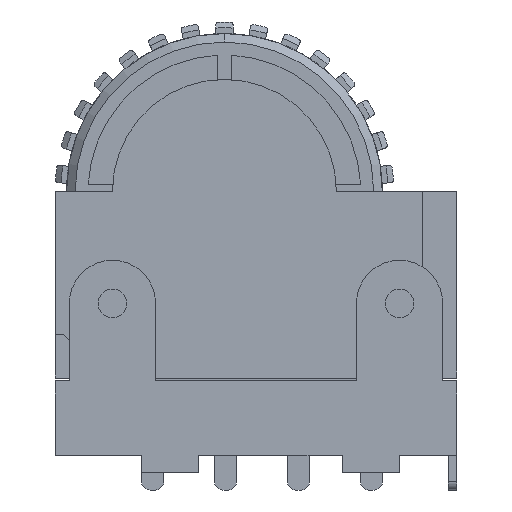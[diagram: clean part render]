
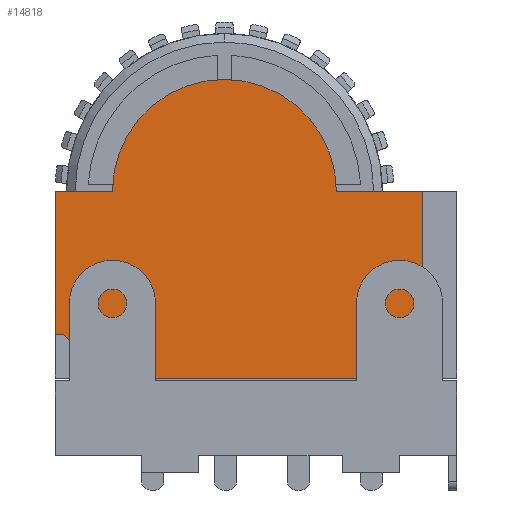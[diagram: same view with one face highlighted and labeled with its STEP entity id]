
A CAD part, left-side view. The second image highlights one B-rep face of the part: STEP entity #14818.
In plain terms, the highlighted planar face has unit normal (-1, 0, 0).
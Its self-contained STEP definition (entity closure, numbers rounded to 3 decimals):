
#134 = CIRCLE ( 'NONE', #10624, 3.9 ) ;
#446 = CARTESIAN_POINT ( 'NONE',  ( -7.35, 5.32, 1.4 ) ) ;
#616 = VECTOR ( 'NONE', #10693, 1000. ) ;
#742 = ORIENTED_EDGE ( 'NONE', *, *, #2952, .T. ) ;
#1026 = EDGE_LOOP ( 'NONE', ( #11982, #9168, #11036, #15003, #742, #6767, #4551, #4481, #5278 ) ) ;
#1386 = CARTESIAN_POINT ( 'NONE',  ( -7.35, -2.8, 7.6 ) ) ;
#1581 = VECTOR ( 'NONE', #3270, 1000. ) ;
#1605 = VERTEX_POINT ( 'NONE', #4124 ) ;
#1712 = CARTESIAN_POINT ( 'NONE',  ( -7.35, 7., 7.6 ) ) ;
#1842 = DIRECTION ( 'NONE',  ( 0., -1., 0. ) ) ;
#1874 = DIRECTION ( 'NONE',  ( 0., -1., 0. ) ) ;
#2236 = VERTEX_POINT ( 'NONE', #12680 ) ;
#2711 = EDGE_CURVE ( 'NONE', #1605, #7333, #8109, .T. ) ;
#2952 = EDGE_CURVE ( 'NONE', #8241, #10452, #134, .T. ) ;
#2959 = EDGE_CURVE ( 'NONE', #2236, #8204, #8878, .T. ) ;
#3270 = DIRECTION ( 'NONE',  ( 0., 0., -1. ) ) ;
#3381 = CARTESIAN_POINT ( 'NONE',  ( -7.35, 7., 7.6 ) ) ;
#3653 = VECTOR ( 'NONE', #12855, 1000. ) ;
#3833 = LINE ( 'NONE', #7446, #7338 ) ;
#3885 = AXIS2_PLACEMENT_3D ( 'NONE', #7646, #7788, #6623 ) ;
#4124 = CARTESIAN_POINT ( 'NONE',  ( -7.35, -5.8, 7.6 ) ) ;
#4215 = CARTESIAN_POINT ( 'NONE',  ( -7.35, 7., 7.6 ) ) ;
#4481 = ORIENTED_EDGE ( 'NONE', *, *, #5686, .T. ) ;
#4551 = ORIENTED_EDGE ( 'NONE', *, *, #5265, .T. ) ;
#4945 = VERTEX_POINT ( 'NONE', #8190 ) ;
#5145 = VECTOR ( 'NONE', #1874, 1000. ) ;
#5222 = CARTESIAN_POINT ( 'NONE',  ( -7.35, 1.1, 7.6 ) ) ;
#5234 = LINE ( 'NONE', #1712, #6812 ) ;
#5265 = EDGE_CURVE ( 'NONE', #14238, #5677, #9477, .T. ) ;
#5278 = ORIENTED_EDGE ( 'NONE', *, *, #2959, .T. ) ;
#5476 = DIRECTION ( 'NONE',  ( 0., 1., 0. ) ) ;
#5677 = VERTEX_POINT ( 'NONE', #12055 ) ;
#5686 = EDGE_CURVE ( 'NONE', #5677, #2236, #3833, .T. ) ;
#5813 = VECTOR ( 'NONE', #8154, 1000. ) ;
#6623 = DIRECTION ( 'NONE',  ( 0., 1., 0. ) ) ;
#6651 = DIRECTION ( 'NONE',  ( 1., 0., 0. ) ) ;
#6724 = FACE_OUTER_BOUND ( 'NONE', #1026, .T. ) ;
#6767 = ORIENTED_EDGE ( 'NONE', *, *, #7816, .F. ) ;
#6812 = VECTOR ( 'NONE', #8747, 1000. ) ;
#6921 = EDGE_CURVE ( 'NONE', #4945, #7333, #14872, .T. ) ;
#7333 = VERTEX_POINT ( 'NONE', #13825 ) ;
#7338 = VECTOR ( 'NONE', #11035, 1000. ) ;
#7446 = CARTESIAN_POINT ( 'NONE',  ( -7.35, 6.7, 2.611 ) ) ;
#7646 = CARTESIAN_POINT ( 'NONE',  ( -7.35, 1.1, 7.6 ) ) ;
#7788 = DIRECTION ( 'NONE',  ( -1., 0., 0. ) ) ;
#7816 = EDGE_CURVE ( 'NONE', #14238, #10452, #10426, .T. ) ;
#8072 = CARTESIAN_POINT ( 'NONE',  ( -7.35, 7., 7.6 ) ) ;
#8109 = LINE ( 'NONE', #12894, #616 ) ;
#8154 = DIRECTION ( 'NONE',  ( 0., 0., -1. ) ) ;
#8190 = CARTESIAN_POINT ( 'NONE',  ( -7.35, 5.32, 1.1 ) ) ;
#8204 = VERTEX_POINT ( 'NONE', #446 ) ;
#8241 = VERTEX_POINT ( 'NONE', #1386 ) ;
#8747 = DIRECTION ( 'NONE',  ( 0., -1., 0. ) ) ;
#8878 = CIRCLE ( 'NONE', #3885, 7.5 ) ;
#8960 = DIRECTION ( 'NONE',  ( -1., 0., 0. ) ) ;
#9168 = ORIENTED_EDGE ( 'NONE', *, *, #6921, .T. ) ;
#9477 = LINE ( 'NONE', #3381, #5813 ) ;
#10426 = LINE ( 'NONE', #8072, #3653 ) ;
#10452 = VERTEX_POINT ( 'NONE', #14403 ) ;
#10624 = AXIS2_PLACEMENT_3D ( 'NONE', #5222, #8960, #1842 ) ;
#10693 = DIRECTION ( 'NONE',  ( 0., 0., -1. ) ) ;
#11035 = DIRECTION ( 'NONE',  ( 0., -1., 0. ) ) ;
#11036 = ORIENTED_EDGE ( 'NONE', *, *, #2711, .F. ) ;
#11982 = ORIENTED_EDGE ( 'NONE', *, *, #12296, .T. ) ;
#12055 = CARTESIAN_POINT ( 'NONE',  ( -7.35, 7., 2.611 ) ) ;
#12296 = EDGE_CURVE ( 'NONE', #8204, #4945, #15098, .T. ) ;
#12301 = CARTESIAN_POINT ( 'NONE',  ( -7.35, 7., 7.6 ) ) ;
#12538 = EDGE_CURVE ( 'NONE', #8241, #1605, #5234, .T. ) ;
#12680 = CARTESIAN_POINT ( 'NONE',  ( -7.35, 6.7, 2.611 ) ) ;
#12855 = DIRECTION ( 'NONE',  ( 0., -1., 0. ) ) ;
#12894 = CARTESIAN_POINT ( 'NONE',  ( -7.35, -5.8, 7.6 ) ) ;
#13705 = PLANE ( 'NONE',  #14405 ) ;
#13825 = CARTESIAN_POINT ( 'NONE',  ( -7.35, -5.8, 1.1 ) ) ;
#14238 = VERTEX_POINT ( 'NONE', #12301 ) ;
#14403 = CARTESIAN_POINT ( 'NONE',  ( -7.35, 5., 7.6 ) ) ;
#14405 = AXIS2_PLACEMENT_3D ( 'NONE', #4215, #6651, #5476 ) ;
#14818 = ADVANCED_FACE ( 'NONE', ( #6724 ), #13705, .F. ) ;
#14872 = LINE ( 'NONE', #15168, #5145 ) ;
#14949 = CARTESIAN_POINT ( 'NONE',  ( -7.35, 5.32, 1.1 ) ) ;
#15003 = ORIENTED_EDGE ( 'NONE', *, *, #12538, .F. ) ;
#15098 = LINE ( 'NONE', #14949, #1581 ) ;
#15168 = CARTESIAN_POINT ( 'NONE',  ( -7.35, 7., 1.1 ) ) ;
